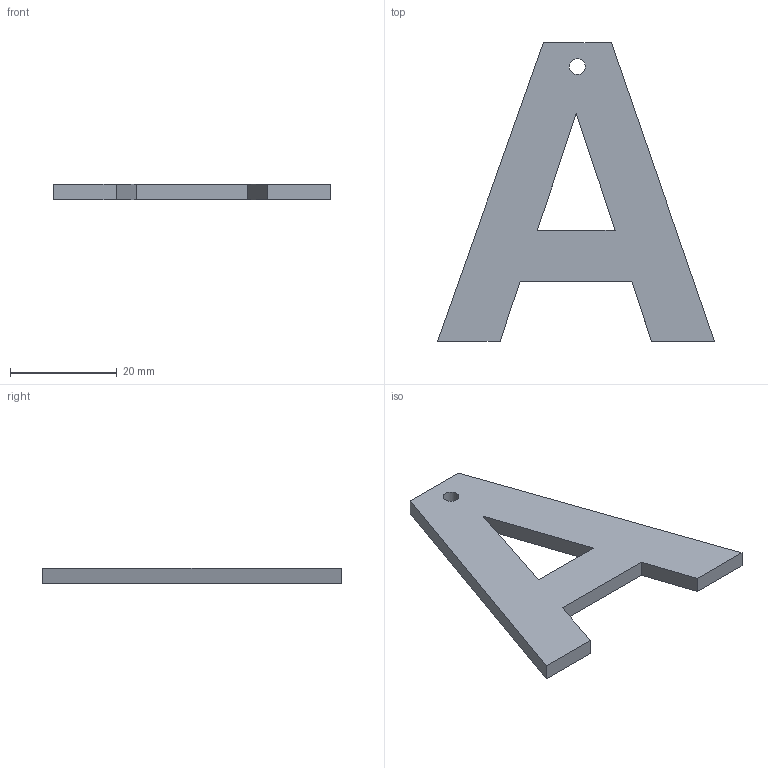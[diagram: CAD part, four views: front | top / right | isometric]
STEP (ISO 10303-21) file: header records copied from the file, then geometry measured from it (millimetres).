
FILE_DESCRIPTION(('FreeCAD Model'),'2;1');
FILE_NAME('letter-A.step' ,'2015-02-15T11:10:52',('Author'),(''), 'Open CASCADE STEP processor 6.7','FreeCAD','Unknown');
FILE_SCHEMA(('AUTOMOTIVE_DESIGN_CC2 { 1 2 10303 214 -1 1 5 4 }'));
Length unit declared in the file: millimetre
Products named in the file (1): Clone_of_letter-A-key-chain
Bounding box: 51.98 x 56 x 3 mm (x, y, z)
Volume: 4105.5 mm3; surface area: 3546.6 mm2
Topology: 1 solids, 1 shells, 14 faces, 36 edges, 24 vertices
Faces by surface type: plane 13, cylinder 1
Full cylindrical faces by diameter (mm): 3 x1
Entity records: 925 total; most frequent: CARTESIAN_POINT 159, DIRECTION 138, LINE 104, VECTOR 104, ORIENTED_EDGE 72, PCURVE 72, DEFINITIONAL_REPRESENTATION 72, EDGE_CURVE 36
